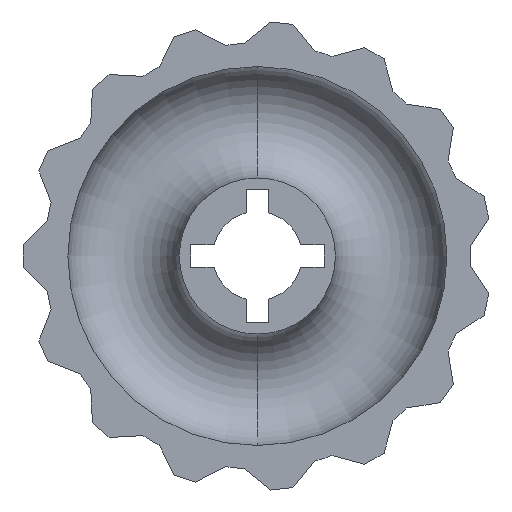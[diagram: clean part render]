
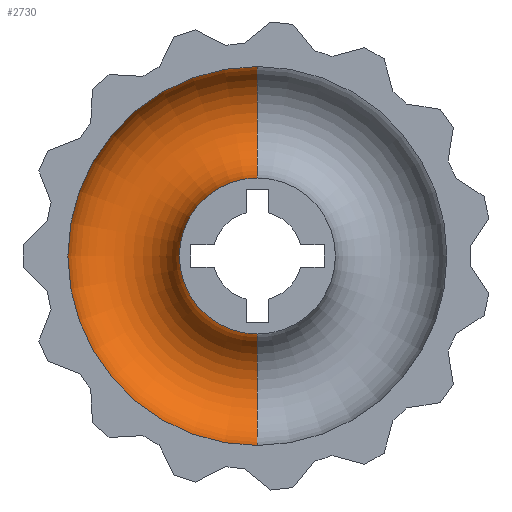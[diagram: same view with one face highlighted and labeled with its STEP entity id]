
A CAD part, front view. The second image highlights one B-rep face of the part: STEP entity #2730.
In plain terms, the highlighted toroidal (fillet/blend) face has major radius 30 mm and minor radius 12.5 mm.
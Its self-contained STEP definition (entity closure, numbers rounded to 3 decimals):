
#194=CARTESIAN_POINT('',(0.,-20.,0.));
#195=DIRECTION('',(0.,1.,0.));
#196=DIRECTION('',(0.,0.,-1.));
#197=AXIS2_PLACEMENT_3D('',#194,#195,#196);
#204=CARTESIAN_POINT('',(0.,-20.,0.));
#205=DIRECTION('',(0.,1.,0.));
#206=DIRECTION('',(0.,0.,-1.));
#207=AXIS2_PLACEMENT_3D('',#204,#205,#206);
#1001=CARTESIAN_POINT('',(0.,-20.,-30.));
#1002=DIRECTION('',(-1.,0.,0.));
#1003=DIRECTION('',(0.,0.,1.));
#1004=AXIS2_PLACEMENT_3D('',#1001,#1002,#1003);
#1006=CARTESIAN_POINT('',(0.,-20.,30.));
#1007=DIRECTION('',(1.,0.,0.));
#1008=DIRECTION('',(0.,0.,-1.));
#1009=AXIS2_PLACEMENT_3D('',#1006,#1007,#1008);
#1315=CARTESIAN_POINT('',(0.,-20.,17.5));
#1316=CARTESIAN_POINT('',(0.,-20.,-17.5));
#1317=VERTEX_POINT('',#1315);
#1318=VERTEX_POINT('',#1316);
#1319=CARTESIAN_POINT('',(0.,-20.,42.5));
#1320=CARTESIAN_POINT('',(0.,-20.,-42.5));
#1321=VERTEX_POINT('',#1319);
#1322=VERTEX_POINT('',#1320);
#2719=CARTESIAN_POINT('',(0.,-20.,0.));
#2720=DIRECTION('',(0.,1.,0.));
#2721=DIRECTION('',(0.,0.,-1.));
#2722=AXIS2_PLACEMENT_3D('',#2719,#2720,#2721);
#2723=TOROIDAL_SURFACE('',#2722,30.,12.5);
#2724=ORIENTED_EDGE('',*,*,#1472,.F.);
#2725=ORIENTED_EDGE('',*,*,#2714,.T.);
#2726=ORIENTED_EDGE('',*,*,#1460,.T.);
#2727=ORIENTED_EDGE('',*,*,#2711,.F.);
#2728=EDGE_LOOP('',(#2724,#2725,#2726,#2727));
#2729=FACE_OUTER_BOUND('',#2728,.F.);
#2730=ADVANCED_FACE('',(#2729),#2723,.F.);
#198=CIRCLE('',#197,17.5);
#208=CIRCLE('',#207,42.5);
#1005=CIRCLE('',#1004,12.5);
#1010=CIRCLE('',#1009,12.5);
#1460=EDGE_CURVE('',#1322,#1321,#208,.T.);
#1472=EDGE_CURVE('',#1318,#1317,#198,.T.);
#2711=EDGE_CURVE('',#1317,#1321,#1010,.T.);
#2714=EDGE_CURVE('',#1318,#1322,#1005,.T.);
